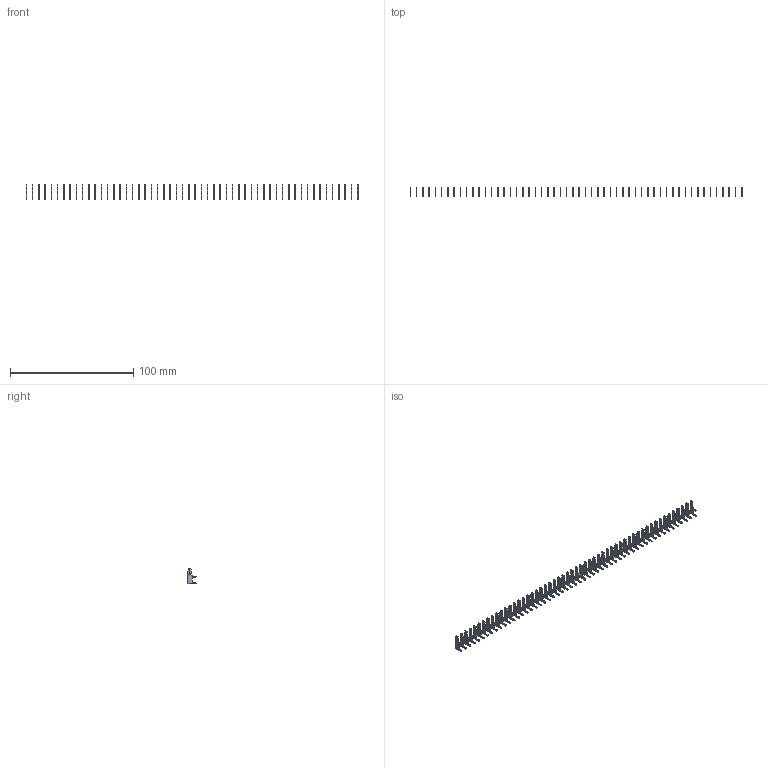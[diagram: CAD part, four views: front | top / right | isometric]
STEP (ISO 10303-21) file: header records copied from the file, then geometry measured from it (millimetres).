
FILE_DESCRIPTION (( 'STEP AP203' ), '1' );
FILE_NAME ('105-054-203-200.STEP', '2020-08-30T00:32:44', ( '' ), ( '' ), 'SwSTEP 2.0', 'SolidWorks 2020', '' );
FILE_SCHEMA (( 'CONFIG_CONTROL_DESIGN' ));
Length unit declared in the file: inch
Products named in the file (2): 105-054-203-200; 100-290-001_100-290-203
Assembly tree (54 placements, depth 2):
  105-054-203-200
    100-290-001_100-290-203  x54
Bounding box: 269.84 x 6.53 x 12.7 mm (x, y, z)
Volume: 1363.3 mm3; surface area: 6248.8 mm2
Topology: 54 solids, 54 shells, 1512 faces, 4212 edges, 2808 vertices
Faces by surface type: plane 1134, cylinder 378
Entity records: 2792 total; most frequent: DIRECTION 258, CARTESIAN_POINT 227, ORIENTED_EDGE 156, DATE_AND_TIME 118, LOCAL_TIME 118, COORDINATED_UNIVERSAL_TIME_OFFSET 118, CALENDAR_DATE 118, AXIS2_PLACEMENT_3D 99
